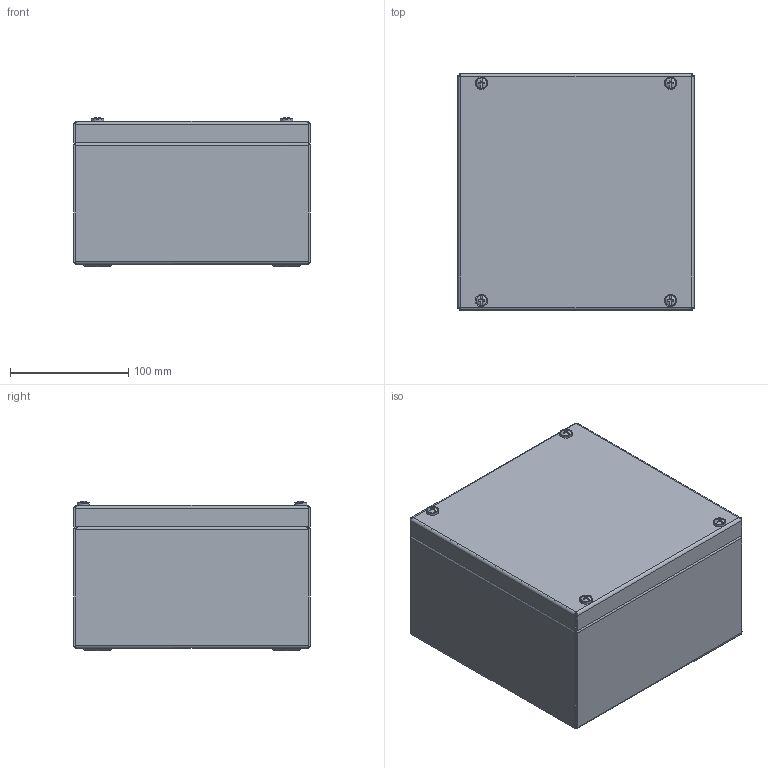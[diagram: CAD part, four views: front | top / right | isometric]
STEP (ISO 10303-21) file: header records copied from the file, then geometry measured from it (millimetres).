
FILE_DESCRIPTION (( 'STEP AP214' ), '1' );
FILE_NAME ('37202092.STEP', '2018-08-22T05:57:35', ( 'Macha' ), ( 'Hewlett-Packard Company' ), 'SwSTEP 2.0', 'SolidWorks 2018', '' );
FILE_SCHEMA (( 'AUTOMOTIVE_DESIGN' ));
Length unit declared in the file: millimetre
Products named in the file (12): 42028; 56059; 86003_Bl.1,25; 42109; 42117; 37202092; 92081; 56099; 93379; 93344; 41070; 82410_37202008
Assembly tree (22 placements, depth 3):
  37202092
    56059
      42117
      42109  x2
      86003_Bl.1,25  x4
    56099
      42028
      82410_37202008
      41070  x4
      93344  x4
      93379
    92081  x2
Bounding box: 200 x 200 x 126.37 mm (x, y, z)
Volume: 335001.7 mm3; surface area: 447997.7 mm2
Topology: 20 solids, 20 shells, 697 faces, 1520 edges, 902 vertices
Faces by surface type: plane 311, cylinder 222, bspline 80, cone 44, sphere 24, torus 16
Full cylindrical faces by diameter (mm): 4.2 x8, 4.7 x2, 5 x24, 5.9 x4, 6 x1, 7 x12, 8 x10, 9 x4, 10 x4, 10.4 x4, 12 x1
Entity records: 15230 total; most frequent: CARTESIAN_POINT 4863, ORIENTED_EDGE 1944, DIRECTION 1915, EDGE_CURVE 972, AXIS2_PLACEMENT_3D 681, VERTEX_POINT 581, EDGE_LOOP 579, LINE 553
